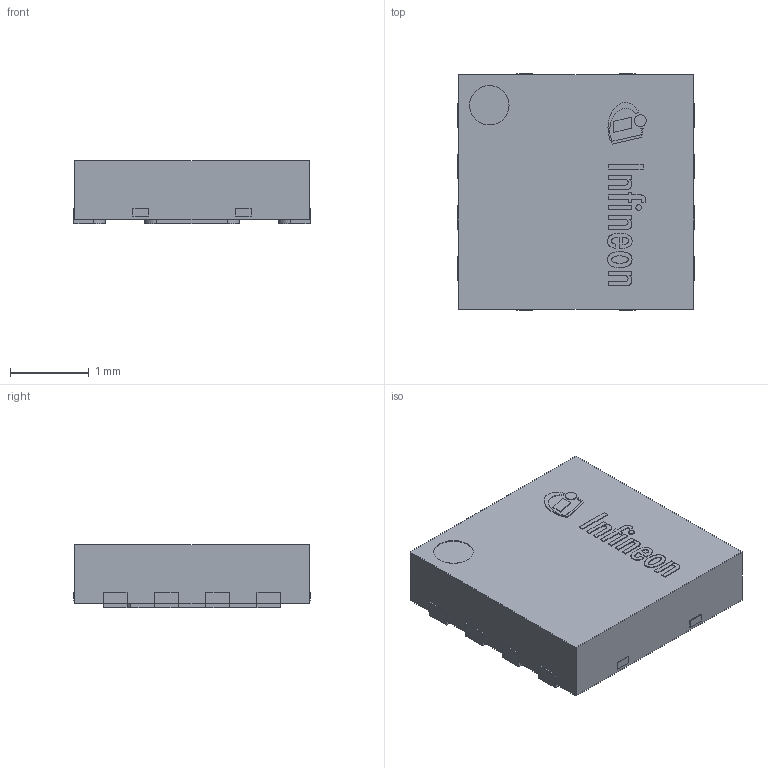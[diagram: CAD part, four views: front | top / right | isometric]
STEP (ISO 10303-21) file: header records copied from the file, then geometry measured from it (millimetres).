
FILE_DESCRIPTION(/* description */ (''),/* implementation_level */ '2;1');
FILE_NAME(/* name */ 'PG-WSON-8-1_Z8B00176775_V04_3D.stp',/* time_stamp */ '2023-10-04T17:42:06+05:00',/* author */ ('Subramani'),/* organization */ (''),/* preprocessor_version */ 'ST-DEVELOPER v16.13',/* originating_system */ 'AutoCAD Mechanical',/* authorisation */ '');
FILE_SCHEMA (('AUTOMOTIVE_DESIGN { 1 0 10303 214 3 1 1 }'));
Length unit declared in the file: millimetre
Products named in the file (1): Product
Bounding box: 3 x 3 x 0.81 mm (x, y, z)
Volume: 7.3 mm3; surface area: 38.3 mm2
Topology: 27 solids, 27 shells, 296 faces, 724 edges, 483 vertices
Faces by surface type: plane 167, cylinder 129
Full cylindrical faces by diameter (mm): 0.071 x1, 0.146 x1, 0.5 x2
Entity records: 8769 total; most frequent: DIRECTION 1571, CARTESIAN_POINT 1498, ORIENTED_EDGE 1438, EDGE_CURVE 719, AXIS2_PLACEMENT_3D 555, VERTEX_POINT 482, LINE 461, VECTOR 461
